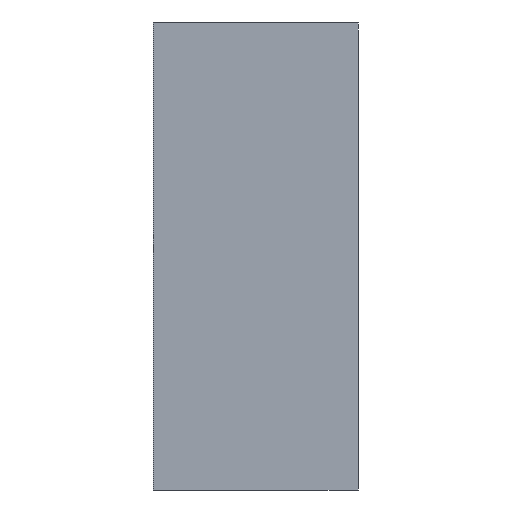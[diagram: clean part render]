
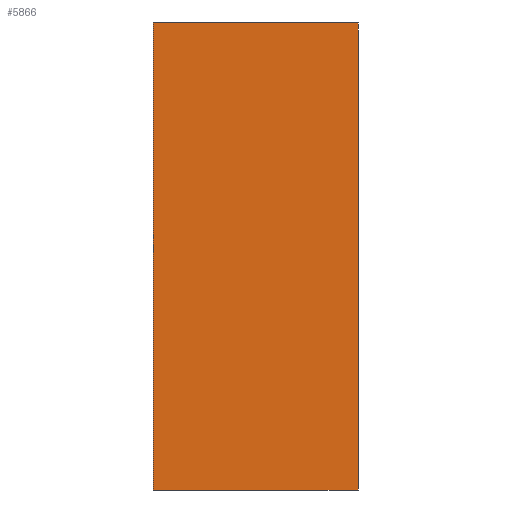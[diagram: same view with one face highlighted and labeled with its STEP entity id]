
A CAD part, left-side view. The second image highlights one B-rep face of the part: STEP entity #5866.
In plain terms, the highlighted planar face has unit normal (-1, 0, 0).
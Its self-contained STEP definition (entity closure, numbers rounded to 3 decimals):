
#79=LINE('',#8166,#793);
#93=LINE('',#8195,#807);
#136=LINE('',#8284,#850);
#147=LINE('',#8304,#861);
#793=VECTOR('',#6683,10.);
#807=VECTOR('',#6709,10.);
#850=VECTOR('',#6786,10.);
#861=VECTOR('',#6807,10.);
#1496=PLANE('',#6248);
#1867=FACE_OUTER_BOUND('',#2181,.T.);
#2181=EDGE_LOOP('',(#4153,#4154,#4155,#4156));
#2640=VERTEX_POINT('',#8163);
#2641=VERTEX_POINT('',#8165);
#2650=VERTEX_POINT('',#8194);
#2679=VERTEX_POINT('',#8282);
#3188=EDGE_CURVE('',#2640,#2641,#79,.T.);
#3203=EDGE_CURVE('',#2641,#2650,#93,.T.);
#3247=EDGE_CURVE('',#2679,#2640,#136,.T.);
#3258=EDGE_CURVE('',#2650,#2679,#147,.T.);
#4153=ORIENTED_EDGE('',*,*,#3258,.F.);
#4154=ORIENTED_EDGE('',*,*,#3203,.F.);
#4155=ORIENTED_EDGE('',*,*,#3188,.F.);
#4156=ORIENTED_EDGE('',*,*,#3247,.F.);
#5866=ADVANCED_FACE('',(#1867),#1496,.T.);
#6248=AXIS2_PLACEMENT_3D('',#8303,#6805,#6806);
#6683=DIRECTION('',(0.,0.,1.));
#6709=DIRECTION('',(0.,-1.,0.));
#6786=DIRECTION('',(0.,1.,0.));
#6805=DIRECTION('center_axis',(-1.,0.,0.));
#6806=DIRECTION('ref_axis',(0.,-1.,0.));
#6807=DIRECTION('',(0.,0.,-1.));
#8163=CARTESIAN_POINT('',(-224.88,430.,-983.25));
#8165=CARTESIAN_POINT('',(-224.88,430.,983.25));
#8166=CARTESIAN_POINT('',(-224.88,430.,0.));
#8194=CARTESIAN_POINT('',(-224.88,-430.,983.25));
#8195=CARTESIAN_POINT('',(-224.88,430.,983.25));
#8282=CARTESIAN_POINT('',(-224.88,-430.,-983.25));
#8284=CARTESIAN_POINT('',(-224.88,430.,-983.25));
#8303=CARTESIAN_POINT('Origin',(-224.88,430.,0.));
#8304=CARTESIAN_POINT('',(-224.88,-430.,0.));
